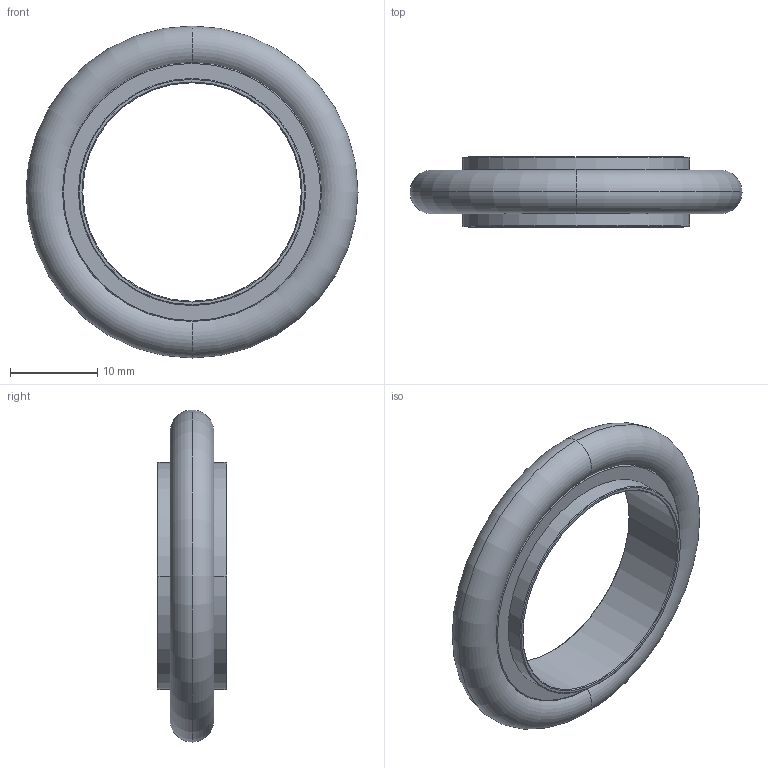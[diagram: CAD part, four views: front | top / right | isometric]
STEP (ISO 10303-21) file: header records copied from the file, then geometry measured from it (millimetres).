
FILE_DESCRIPTION (( 'STEP AP214' ), '1' );
FILE_NAME ('Assy-KF25R.STEP', '2010-02-02T14:49:17', ( 'Hositrad' ), ( 'Hositrad' ), 'SwSTEP 2.0', 'SolidWorks 2010', '' );
FILE_SCHEMA (( 'AUTOMOTIVE_DESIGN' ));
Length unit declared in the file: millimetre
Products named in the file (3): Assy-KF25R; KF-Oring-All_KF25; KF-Ring-All_KF25
Assembly tree (2 placements, depth 2):
  Assy-KF25R
    KF-Oring-All_KF25
    KF-Ring-All_KF25
Bounding box: 38 x 8 x 38 mm (x, y, z)
Volume: 2799.1 mm3; surface area: 3357.2 mm2
Topology: 2 solids, 2 shells, 30 faces, 60 edges, 34 vertices
Faces by surface type: torus 12, cone 8, cylinder 6, plane 4
Entity records: 904 total; most frequent: DIRECTION 176, CARTESIAN_POINT 129, ORIENTED_EDGE 120, AXIS2_PLACEMENT_3D 81, EDGE_CURVE 60, CIRCLE 46, VERTEX_POINT 34, EDGE_LOOP 34
